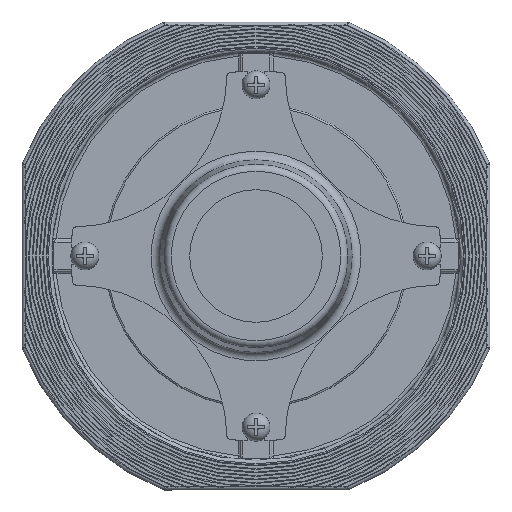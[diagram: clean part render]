
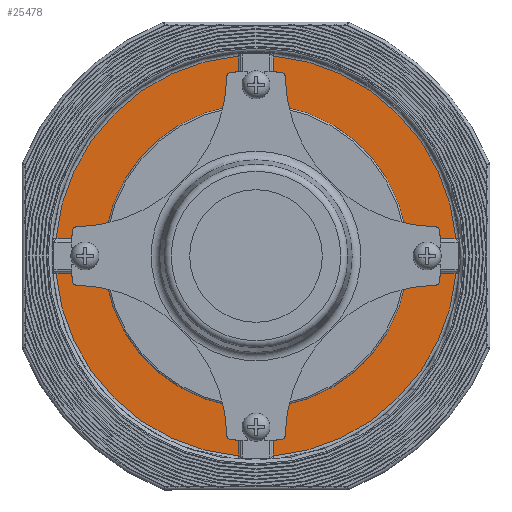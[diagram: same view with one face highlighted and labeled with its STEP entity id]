
A CAD part, left-side view. The second image highlights one B-rep face of the part: STEP entity #25478.
In plain terms, the highlighted planar face has unit normal (-1, 0, 0).
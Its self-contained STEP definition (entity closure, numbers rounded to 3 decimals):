
#3 = VERTEX_POINT ( 'NONE', #36924 ) ;
#6 = VERTEX_POINT ( 'NONE', #36629 ) ;
#13 = VERTEX_POINT ( 'NONE', #36483 ) ;
#19 = VERTEX_POINT ( 'NONE', #36639 ) ;
#11782 = CIRCLE ( 'NONE', #42423, 43.5 ) ;
#11801 = VECTOR ( 'NONE', #14054, 1000. ) ;
#11802 = LINE ( 'NONE', #14053, #11801 ) ;
#11803 = VECTOR ( 'NONE', #14051, 1000. ) ;
#11804 = LINE ( 'NONE', #14049, #11803 ) ;
#11805 = CIRCLE ( 'NONE', #46597, 5. ) ;
#11807 = VECTOR ( 'NONE', #14041, 1000. ) ;
#11808 = LINE ( 'NONE', #14039, #11807 ) ;
#11809 = CIRCLE ( 'NONE', #46594, 57.5 ) ;
#11812 = CIRCLE ( 'NONE', #46585, 5. ) ;
#11817 = VECTOR ( 'NONE', #14025, 1000. ) ;
#11818 = LINE ( 'NONE', #14023, #11817 ) ;
#12012 = VECTOR ( 'NONE', #41226, 1000. ) ;
#12013 = LINE ( 'NONE', #41115, #12012 ) ;
#13771 = AXIS2_PLACEMENT_3D ( 'NONE', #14328, #14330, #14331 ) ;
#14023 = CARTESIAN_POINT ( 'NONE',  ( -6., -57.324, 5. ) ) ;
#14025 = DIRECTION ( 'NONE',  ( 0., -1., 0. ) ) ;
#14028 = CARTESIAN_POINT ( 'NONE',  ( -6., -49., 0. ) ) ;
#14029 = DIRECTION ( 'NONE',  ( 1., 0., 0. ) ) ;
#14031 = DIRECTION ( 'NONE',  ( 0., 0., -1. ) ) ;
#14033 = CARTESIAN_POINT ( 'NONE',  ( -6., 0., 0. ) ) ;
#14035 = DIRECTION ( 'NONE',  ( -1., 0., 0. ) ) ;
#14036 = DIRECTION ( 'NONE',  ( 0., 0., -1. ) ) ;
#14039 = CARTESIAN_POINT ( 'NONE',  ( -6., -5., 49. ) ) ;
#14041 = DIRECTION ( 'NONE',  ( 0., 0., -1. ) ) ;
#14044 = CARTESIAN_POINT ( 'NONE',  ( -6., 0., 49. ) ) ;
#14045 = DIRECTION ( 'NONE',  ( 1., 0., 0. ) ) ;
#14046 = DIRECTION ( 'NONE',  ( 0., 0., -1. ) ) ;
#14049 = CARTESIAN_POINT ( 'NONE',  ( -6., 5., 57.324 ) ) ;
#14051 = DIRECTION ( 'NONE',  ( 0., 0., 1. ) ) ;
#14053 = CARTESIAN_POINT ( 'NONE',  ( -6., 49., 5. ) ) ;
#14054 = DIRECTION ( 'NONE',  ( 0., -1., 0. ) ) ;
#14061 = CARTESIAN_POINT ( 'NONE',  ( -6., 0., 0. ) ) ;
#14062 = DIRECTION ( 'NONE',  ( -1., 0., 0. ) ) ;
#14064 = DIRECTION ( 'NONE',  ( 0., 0., -1. ) ) ;
#14067 = CARTESIAN_POINT ( 'NONE',  ( -6., 57.324, -5. ) ) ;
#14068 = DIRECTION ( 'NONE',  ( 0., 1., 0. ) ) ;
#14070 = CARTESIAN_POINT ( 'NONE',  ( -6., 49., 0. ) ) ;
#14071 = DIRECTION ( 'NONE',  ( 1., 0., 0. ) ) ;
#14072 = DIRECTION ( 'NONE',  ( 0., 0., -1. ) ) ;
#14076 = CARTESIAN_POINT ( 'NONE',  ( -6., 0., 0. ) ) ;
#14077 = DIRECTION ( 'NONE',  ( -1., 0., 0. ) ) ;
#14078 = DIRECTION ( 'NONE',  ( 0., 0., -1. ) ) ;
#14328 = CARTESIAN_POINT ( 'NONE',  ( -6., 0., -49. ) ) ;
#14330 = DIRECTION ( 'NONE',  ( 1., 0., 0. ) ) ;
#14331 = DIRECTION ( 'NONE',  ( 0., 0., -1. ) ) ;
#14333 = CARTESIAN_POINT ( 'NONE',  ( -6., -5., -57.324 ) ) ;
#14334 = DIRECTION ( 'NONE',  ( 0., 0., -1. ) ) ;
#14337 = CARTESIAN_POINT ( 'NONE',  ( -6., 0., 0. ) ) ;
#14339 = DIRECTION ( 'NONE',  ( -1., 0., 0. ) ) ;
#14340 = DIRECTION ( 'NONE',  ( 0., 0., -1. ) ) ;
#14345 = CARTESIAN_POINT ( 'NONE',  ( -6., -49., -5. ) ) ;
#14346 = DIRECTION ( 'NONE',  ( 0., 1., 0. ) ) ;
#24176 = EDGE_CURVE ( 'NONE', #34717, #34717, #11782, .T. ) ;
#24225 = EDGE_CURVE ( 'NONE', #54311, #54342, #11818, .T. ) ;
#24227 = EDGE_CURVE ( 'NONE', #54286, #54311, #11812, .T. ) ;
#24230 = EDGE_CURVE ( 'NONE', #54342, #13, #11809, .T. ) ;
#24232 = EDGE_CURVE ( 'NONE', #13, #54354, #11808, .T. ) ;
#24234 = EDGE_CURVE ( 'NONE', #54354, #19, #11805, .T. ) ;
#24235 = EDGE_CURVE ( 'NONE', #19, #6, #11804, .T. ) ;
#24236 = EDGE_CURVE ( 'NONE', #54307, #54315, #11802, .T. ) ;
#24239 = EDGE_CURVE ( 'NONE', #6, #54307, #38886, .T. ) ;
#24241 = EDGE_CURVE ( 'NONE', #54372, #54282, #38892, .T. ) ;
#24243 = EDGE_CURVE ( 'NONE', #54315, #54372, #38905, .T. ) ;
#24246 = EDGE_CURVE ( 'NONE', #54282, #54276, #38915, .T. ) ;
#24329 = EDGE_CURVE ( 'NONE', #54328, #54303, #39213, .T. ) ;
#24330 = EDGE_CURVE ( 'NONE', #54303, #54345, #39220, .T. ) ;
#24331 = EDGE_CURVE ( 'NONE', #54345, #3, #39236, .T. ) ;
#24333 = EDGE_CURVE ( 'NONE', #3, #54286, #39254, .T. ) ;
#24337 = EDGE_CURVE ( 'NONE', #54276, #54328, #12013, .T. ) ;
#24611 = AXIS2_PLACEMENT_3D ( 'NONE', #51697, #51696, #51695 ) ;
#25478 = ADVANCED_FACE ( 'NONE', ( #34472, #34588 ), #51698, .F. ) ;
#30299 = AXIS2_PLACEMENT_3D ( 'NONE', #14337, #14339, #14340 ) ;
#34472 = FACE_BOUND ( 'NONE', #47405, .T. ) ;
#34588 = FACE_OUTER_BOUND ( 'NONE', #47403, .T. ) ;
#34717 = VERTEX_POINT ( 'NONE', #35287 ) ;
#35144 = CARTESIAN_POINT ( 'NONE',  ( -6., 5., -57.282 ) ) ;
#35149 = CARTESIAN_POINT ( 'NONE',  ( -6., 57.282, -5. ) ) ;
#35153 = CARTESIAN_POINT ( 'NONE',  ( -6., -49., -5. ) ) ;
#35166 = CARTESIAN_POINT ( 'NONE',  ( -6., -5., -49. ) ) ;
#35170 = CARTESIAN_POINT ( 'NONE',  ( -6., 57.282, 5. ) ) ;
#35173 = CARTESIAN_POINT ( 'NONE',  ( -6., -49., 5. ) ) ;
#35177 = CARTESIAN_POINT ( 'NONE',  ( -6., 49., 5. ) ) ;
#35187 = CARTESIAN_POINT ( 'NONE',  ( -6., 5., -49. ) ) ;
#35199 = CARTESIAN_POINT ( 'NONE',  ( -6., -57.282, 5. ) ) ;
#35202 = CARTESIAN_POINT ( 'NONE',  ( -6., -5., -57.282 ) ) ;
#35211 = CARTESIAN_POINT ( 'NONE',  ( -6., -5., 49. ) ) ;
#35287 = CARTESIAN_POINT ( 'NONE',  ( -6., 0., 43.5 ) ) ;
#36483 = CARTESIAN_POINT ( 'NONE',  ( -6., -5., 57.282 ) ) ;
#36629 = CARTESIAN_POINT ( 'NONE',  ( -6., 5., 57.282 ) ) ;
#36639 = CARTESIAN_POINT ( 'NONE',  ( -6., 5., 49. ) ) ;
#36924 = CARTESIAN_POINT ( 'NONE',  ( -6., -57.282, -5. ) ) ;
#38886 = CIRCLE ( 'NONE', #46634, 57.5 ) ;
#38892 = LINE ( 'NONE', #14067, #38895 ) ;
#38895 = VECTOR ( 'NONE', #14068, 1000. ) ;
#38905 = CIRCLE ( 'NONE', #46587, 5. ) ;
#38915 = CIRCLE ( 'NONE', #46858, 57.5 ) ;
#39213 = CIRCLE ( 'NONE', #13771, 5. ) ;
#39220 = LINE ( 'NONE', #14333, #39223 ) ;
#39223 = VECTOR ( 'NONE', #14334, 1000. ) ;
#39236 = CIRCLE ( 'NONE', #30299, 57.5 ) ;
#39254 = LINE ( 'NONE', #14345, #39255 ) ;
#39255 = VECTOR ( 'NONE', #14346, 1000. ) ;
#39975 = DIRECTION ( 'NONE',  ( -1., 0., 0. ) ) ;
#40178 = DIRECTION ( 'NONE',  ( 0., 0., 1. ) ) ;
#40327 = CARTESIAN_POINT ( 'NONE',  ( -6., 0., 0. ) ) ;
#41115 = CARTESIAN_POINT ( 'NONE',  ( -6., 5., -49. ) ) ;
#41226 = DIRECTION ( 'NONE',  ( 0., 0., 1. ) ) ;
#41354 = CARTESIAN_POINT ( 'NONE',  ( -6., 49., -5. ) ) ;
#42423 = AXIS2_PLACEMENT_3D ( 'NONE', #40327, #39975, #40178 ) ;
#46585 = AXIS2_PLACEMENT_3D ( 'NONE', #14028, #14029, #14031 ) ;
#46587 = AXIS2_PLACEMENT_3D ( 'NONE', #14070, #14071, #14072 ) ;
#46594 = AXIS2_PLACEMENT_3D ( 'NONE', #14033, #14035, #14036 ) ;
#46597 = AXIS2_PLACEMENT_3D ( 'NONE', #14044, #14045, #14046 ) ;
#46634 = AXIS2_PLACEMENT_3D ( 'NONE', #14061, #14062, #14064 ) ;
#46858 = AXIS2_PLACEMENT_3D ( 'NONE', #14076, #14077, #14078 ) ;
#47403 = EDGE_LOOP ( 'NONE', ( #50260, #50188, #50342, #49307, #49773, #50233, #49961, #50306, #49611, #50198, #49628, #50380, #50368, #50238, #50192, #49474 ) ) ;
#47405 = EDGE_LOOP ( 'NONE', ( #49520 ) ) ;
#49307 = ORIENTED_EDGE ( 'NONE', *, *, #24232, .T. ) ;
#49474 = ORIENTED_EDGE ( 'NONE', *, *, #24333, .T. ) ;
#49520 = ORIENTED_EDGE ( 'NONE', *, *, #24176, .F. ) ;
#49611 = ORIENTED_EDGE ( 'NONE', *, *, #24243, .T. ) ;
#49628 = ORIENTED_EDGE ( 'NONE', *, *, #24246, .T. ) ;
#49773 = ORIENTED_EDGE ( 'NONE', *, *, #24234, .T. ) ;
#49961 = ORIENTED_EDGE ( 'NONE', *, *, #24239, .T. ) ;
#50188 = ORIENTED_EDGE ( 'NONE', *, *, #24225, .T. ) ;
#50192 = ORIENTED_EDGE ( 'NONE', *, *, #24331, .T. ) ;
#50198 = ORIENTED_EDGE ( 'NONE', *, *, #24241, .T. ) ;
#50233 = ORIENTED_EDGE ( 'NONE', *, *, #24235, .T. ) ;
#50238 = ORIENTED_EDGE ( 'NONE', *, *, #24330, .T. ) ;
#50260 = ORIENTED_EDGE ( 'NONE', *, *, #24227, .T. ) ;
#50306 = ORIENTED_EDGE ( 'NONE', *, *, #24236, .T. ) ;
#50342 = ORIENTED_EDGE ( 'NONE', *, *, #24230, .T. ) ;
#50368 = ORIENTED_EDGE ( 'NONE', *, *, #24329, .T. ) ;
#50380 = ORIENTED_EDGE ( 'NONE', *, *, #24337, .T. ) ;
#51695 = DIRECTION ( 'NONE',  ( 0., 0., -1. ) ) ;
#51696 = DIRECTION ( 'NONE',  ( 1., 0., 0. ) ) ;
#51697 = CARTESIAN_POINT ( 'NONE',  ( -6., 58.5, 0. ) ) ;
#51698 = PLANE ( 'NONE',  #24611 ) ;
#54276 = VERTEX_POINT ( 'NONE', #35144 ) ;
#54282 = VERTEX_POINT ( 'NONE', #35149 ) ;
#54286 = VERTEX_POINT ( 'NONE', #35153 ) ;
#54303 = VERTEX_POINT ( 'NONE', #35166 ) ;
#54307 = VERTEX_POINT ( 'NONE', #35170 ) ;
#54311 = VERTEX_POINT ( 'NONE', #35173 ) ;
#54315 = VERTEX_POINT ( 'NONE', #35177 ) ;
#54328 = VERTEX_POINT ( 'NONE', #35187 ) ;
#54342 = VERTEX_POINT ( 'NONE', #35199 ) ;
#54345 = VERTEX_POINT ( 'NONE', #35202 ) ;
#54354 = VERTEX_POINT ( 'NONE', #35211 ) ;
#54372 = VERTEX_POINT ( 'NONE', #41354 ) ;
